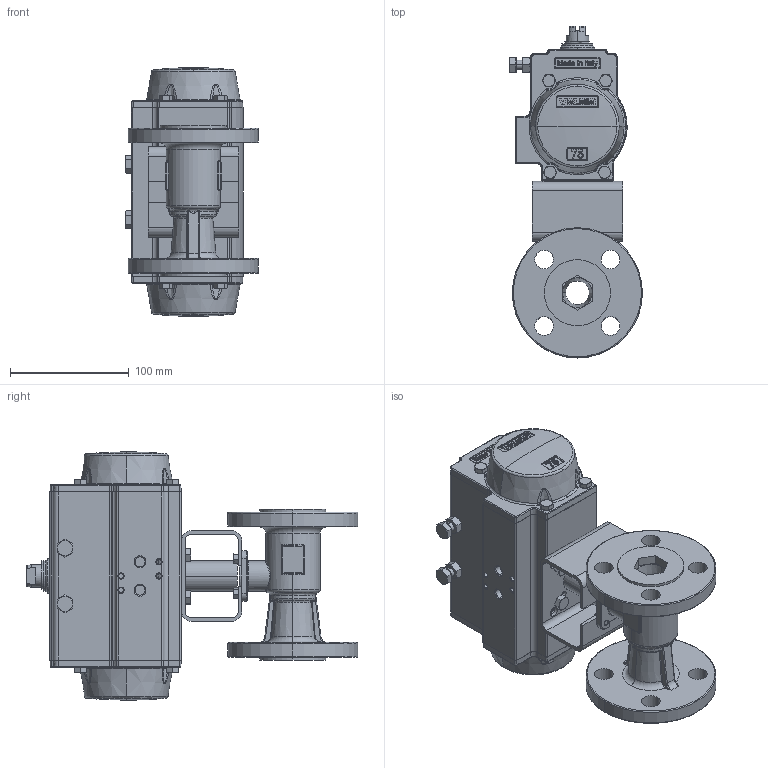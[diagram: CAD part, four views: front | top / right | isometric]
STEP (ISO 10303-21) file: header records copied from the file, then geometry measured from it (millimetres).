
FILE_DESCRIPTION (( 'STEP AP203' ), '1' );
FILE_NAME ('2000R-100_UT-2.STEP', '2018-01-09T21:28:08', ( '' ), ( '' ), 'SwSTEP 2.0', 'SolidWorks 2014', '' );
FILE_SCHEMA (( 'CONFIG_CONTROL_DESIGN' ));
Products named in the file (1): 2000R-100_UT-2
Bounding box: 112.03 x 279.93 x 209.78 mm (x, y, z)
Surface area: 198488.9 mm2 (no closed solid volume)
Topology: 0 solids, 27 shells, 1316 faces, 4126 edges, 2737 vertices
Faces by surface type: plane 456, bspline 329, cylinder 258, cone 201, torus 41, sphere 31
Entity records: 66393 total; most frequent: CARTESIAN_POINT 33026, ORIENTED_EDGE 6934, DIRECTION 6252, EDGE_CURVE 4101, VERTEX_POINT 2737, AXIS2_PLACEMENT_3D 2362, LINE 1528, VECTOR 1528
